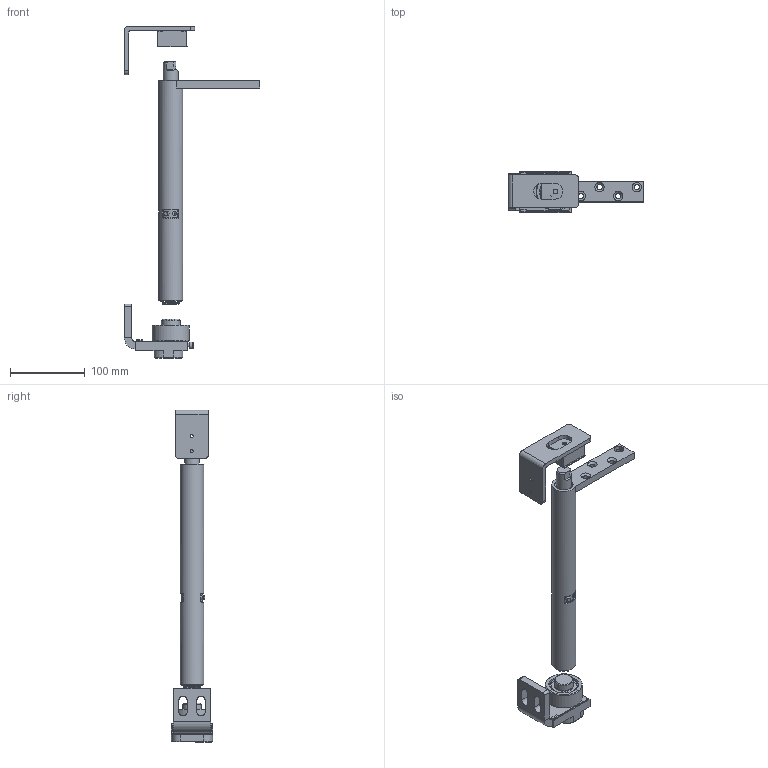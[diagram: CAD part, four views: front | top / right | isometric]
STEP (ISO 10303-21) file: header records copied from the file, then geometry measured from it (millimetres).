
FILE_DESCRIPTION(/* description */ (''),/* implementation_level */ '2;1');
FILE_NAME(/* name */ '25312GT52.stp',/* time_stamp */ '2019-08-07T09:41:34+02:00',/* author */ ('Marc'),/* organization */ (''),/* preprocessor_version */ 'ST-DEVELOPER v17.2',/* originating_system */ 'Autodesk Inventor 2019',/* authorisation */ '');
FILE_SCHEMA (('AUTOMOTIVE_DESIGN { 1 0 10303 214 3 1 1 }'));
Length unit declared in the file: millimetre
Products named in the file (1): 25312GT52
Bounding box: 181 x 55 x 444.2 mm (x, y, z)
Volume: 274093.9 mm3; surface area: 137242.6 mm2
Topology: 14 solids, 16 shells, 661 faces, 1879 edges, 1212 vertices
Faces by surface type: plane 319, cylinder 202, torus 68, cone 39, bspline 24, sphere 9
Full cylindrical faces by diameter (mm): 2.459 x2, 4.134 x2, 4.5 x2, 5 x3, 6 x9, 6.1 x1, 7 x4, 8.5 x1, 10 x5, 10.2 x2, 14 x1, 14.63 x2, 16 x1, 16.9 x1, 17 x1, 18 x2, 20 x1, 24.9 x3, 25 x2, 27 x1, 28 x2, 30 x1, 32 x1, 33.6 x2, 35.8 x1, 40 x1, 50 x1
Entity records: 23486 total; most frequent: CARTESIAN_POINT 4720, DIRECTION 4032, ORIENTED_EDGE 3770, EDGE_CURVE 1885, AXIS2_PLACEMENT_3D 1600, VERTEX_POINT 1244, LINE 832, VECTOR 832
